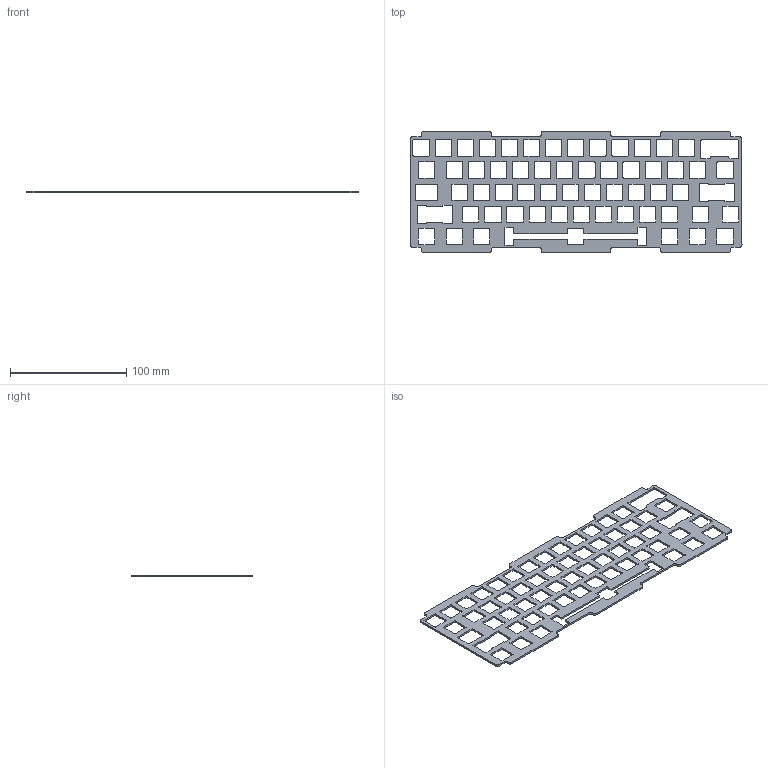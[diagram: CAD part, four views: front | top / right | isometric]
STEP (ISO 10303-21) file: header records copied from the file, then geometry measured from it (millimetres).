
FILE_DESCRIPTION(('KiCad electronic assembly'),'2;1');
FILE_NAME('plate.step','2023-01-22T16:03:48',('Pcbnew'),('Kicad'), 'Open CASCADE STEP processor 7.6','KiCad to STEP converter','Unknown' );
FILE_SCHEMA(('AUTOMOTIVE_DESIGN { 1 0 10303 214 1 1 1 1 }'));
Length unit declared in the file: millimetre
Products named in the file (2): plate 1; _autosave-plate PCB
Assembly tree (1 placements, depth 2):
  plate 1
    _autosave-plate PCB
Bounding box: 286 x 105.09 x 1.6 mm (x, y, z)
Volume: 24754.4 mm3; surface area: 38265 mm2
Topology: 1 solids, 1 shells, 576 faces, 1722 edges, 1148 vertices
Faces by surface type: plane 308, cylinder 268
Entity records: 43787 total; most frequent: CARTESIAN_POINT 10108, DIRECTION 6322, LINE 4094, VECTOR 4094, ORIENTED_EDGE 3444, PCURVE 3444, DEFINITIONAL_REPRESENTATION 3444, EDGE_CURVE 1722
